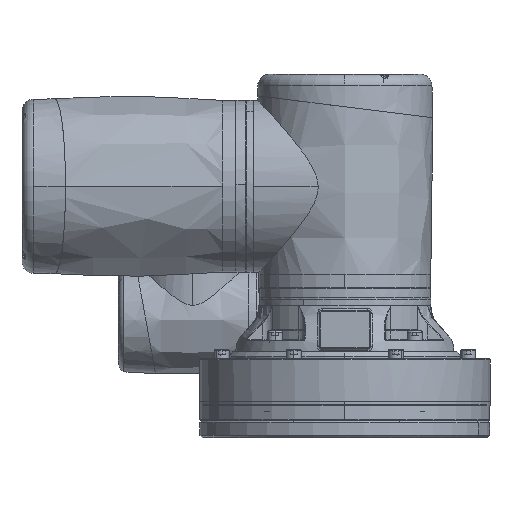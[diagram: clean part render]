
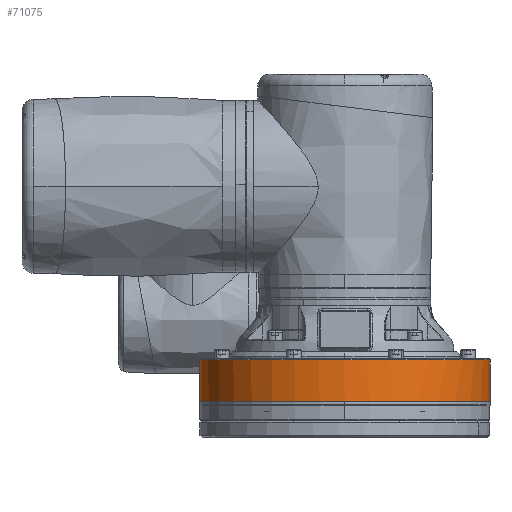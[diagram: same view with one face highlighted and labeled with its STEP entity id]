
A CAD part, left-side view. The second image highlights one B-rep face of the part: STEP entity #71075.
In plain terms, the highlighted cylindrical face has radius 125 mm (diameter 250 mm), a partial arc.
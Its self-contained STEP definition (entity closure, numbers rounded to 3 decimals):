
#511 = CARTESIAN_POINT ( 'NONE',  ( -125., 0., 16.5 ) ) ;
#1412 = CARTESIAN_POINT ( 'NONE',  ( -1.013, 124.996, -19. ) ) ;
#4268 = ORIENTED_EDGE ( 'NONE', *, *, #62868, .F. ) ;
#6284 = DIRECTION ( 'NONE',  ( 0., 0., 1. ) ) ;
#8960 = CIRCLE ( 'NONE', #102439, 125. ) ;
#21543 = DIRECTION ( 'NONE',  ( 0., 0., -1. ) ) ;
#24687 = DIRECTION ( 'NONE',  ( 1., 0., 0. ) ) ;
#25921 = CARTESIAN_POINT ( 'NONE',  ( 125., 0., 16.5 ) ) ;
#27951 = CARTESIAN_POINT ( 'NONE',  ( 0., 0., 16.5 ) ) ;
#28747 = AXIS2_PLACEMENT_3D ( 'NONE', #27951, #90226, #36932 ) ;
#28749 = LINE ( 'NONE', #40383, #73285 ) ;
#30978 = LINE ( 'NONE', #103884, #78310 ) ;
#31965 = VERTEX_POINT ( 'NONE', #1412 ) ;
#32333 = CARTESIAN_POINT ( 'NONE',  ( 125., 0., -19. ) ) ;
#32374 = VERTEX_POINT ( 'NONE', #511 ) ;
#35502 = EDGE_CURVE ( 'NONE', #104426, #32374, #28749, .T. ) ;
#36932 = DIRECTION ( 'NONE',  ( 1., 0., 0. ) ) ;
#38786 = EDGE_CURVE ( 'NONE', #31965, #105411, #75455, .T. ) ;
#40383 = CARTESIAN_POINT ( 'NONE',  ( -125., 0., -20. ) ) ;
#49430 = CARTESIAN_POINT ( 'NONE',  ( 0., 0., -19. ) ) ;
#49561 = ORIENTED_EDGE ( 'NONE', *, *, #113268, .T. ) ;
#58384 = DIRECTION ( 'NONE',  ( 0.008, -1., 0. ) ) ;
#59240 = AXIS2_PLACEMENT_3D ( 'NONE', #49430, #111579, #58384 ) ;
#62868 = EDGE_CURVE ( 'NONE', #105411, #101698, #30978, .T. ) ;
#71075 = ADVANCED_FACE ( 'NONE', ( #114373 ), #79658, .T. ) ;
#73285 = VECTOR ( 'NONE', #93626, 1000. ) ;
#74776 = ORIENTED_EDGE ( 'NONE', *, *, #79576, .F. ) ;
#74815 = CARTESIAN_POINT ( 'NONE',  ( 0., 0., -19. ) ) ;
#75455 = CIRCLE ( 'NONE', #59240, 125. ) ;
#78310 = VECTOR ( 'NONE', #6284, 1000. ) ;
#79576 = EDGE_CURVE ( 'NONE', #104426, #31965, #8960, .T. ) ;
#79658 = CYLINDRICAL_SURFACE ( 'NONE', #99341, 125. ) ;
#83156 = EDGE_LOOP ( 'NONE', ( #74776, #108647, #49561, #4268, #95219 ) ) ;
#83789 = DIRECTION ( 'NONE',  ( 0.008, -1., 0. ) ) ;
#86158 = DIRECTION ( 'NONE',  ( 0., 0., 1. ) ) ;
#86540 = CARTESIAN_POINT ( 'NONE',  ( 0., 0., -20. ) ) ;
#90226 = DIRECTION ( 'NONE',  ( 0., 0., -1. ) ) ;
#93626 = DIRECTION ( 'NONE',  ( 0., 0., 1. ) ) ;
#95219 = ORIENTED_EDGE ( 'NONE', *, *, #38786, .F. ) ;
#97647 = CARTESIAN_POINT ( 'NONE',  ( -125., 0., -19. ) ) ;
#99341 = AXIS2_PLACEMENT_3D ( 'NONE', #86540, #86158, #24687 ) ;
#101698 = VERTEX_POINT ( 'NONE', #25921 ) ;
#102439 = AXIS2_PLACEMENT_3D ( 'NONE', #74815, #21543, #83789 ) ;
#103884 = CARTESIAN_POINT ( 'NONE',  ( 125., 0., -20. ) ) ;
#104006 = CIRCLE ( 'NONE', #28747, 125. ) ;
#104426 = VERTEX_POINT ( 'NONE', #97647 ) ;
#105411 = VERTEX_POINT ( 'NONE', #32333 ) ;
#108647 = ORIENTED_EDGE ( 'NONE', *, *, #35502, .T. ) ;
#111579 = DIRECTION ( 'NONE',  ( 0., 0., -1. ) ) ;
#113268 = EDGE_CURVE ( 'NONE', #32374, #101698, #104006, .T. ) ;
#114373 = FACE_OUTER_BOUND ( 'NONE', #83156, .T. ) ;
